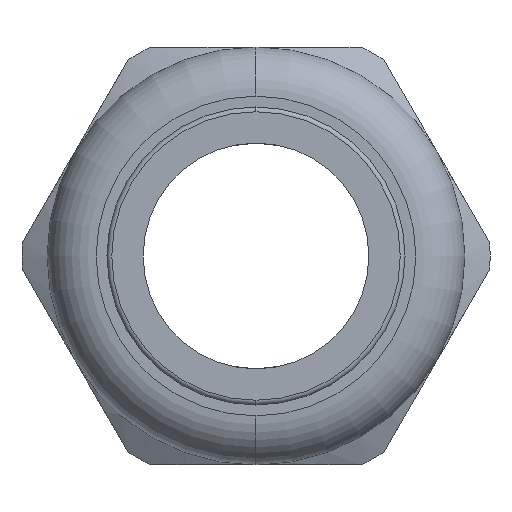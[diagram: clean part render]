
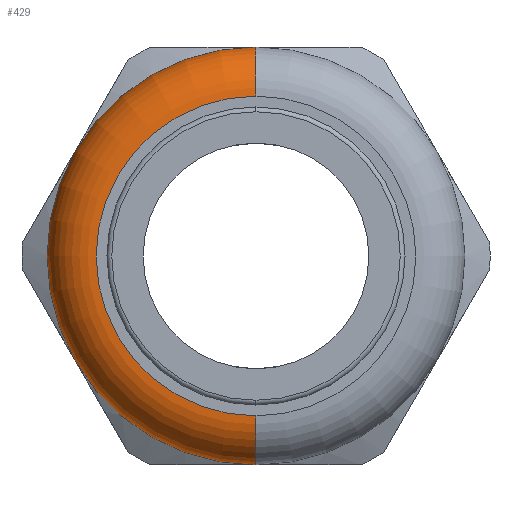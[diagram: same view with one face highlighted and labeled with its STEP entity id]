
A CAD part, left-side view. The second image highlights one B-rep face of the part: STEP entity #429.
In plain terms, the highlighted toroidal (fillet/blend) face has major radius 8.453 mm and minor radius 2.596 mm.
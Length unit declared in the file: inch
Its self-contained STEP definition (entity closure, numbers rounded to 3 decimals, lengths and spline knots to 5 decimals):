
#344 = VERTEX_POINT ( 'NONE', #1604 ) ;
#345 = ORIENTED_EDGE ( 'NONE', *, *, #425, .T. ) ;
#346 = VERTEX_POINT ( 'NONE', #1603 ) ;
#425 = EDGE_CURVE ( 'NONE', #433, #346, #1770, .T. ) ;
#426 = ORIENTED_EDGE ( 'NONE', *, *, #427, .F. ) ;
#427 = EDGE_CURVE ( 'NONE', #428, #346, #1765, .T. ) ;
#428 = VERTEX_POINT ( 'NONE', #1761 ) ;
#429 = ADVANCED_FACE ( 'NONE', ( #1760 ), #1758, .T. ) ;
#430 = EDGE_LOOP ( 'NONE', ( #431, #345, #426, #453 ) ) ;
#431 = ORIENTED_EDGE ( 'NONE', *, *, #432, .F. ) ;
#432 = EDGE_CURVE ( 'NONE', #433, #344, #1753, .T. ) ;
#433 = VERTEX_POINT ( 'NONE', #1813 ) ;
#453 = ORIENTED_EDGE ( 'NONE', *, *, #454, .F. ) ;
#454 = EDGE_CURVE ( 'NONE', #344, #428, #1839, .T. ) ;
#1234 = DIRECTION ( 'NONE',  ( -1., 0., 0. ) ) ;
#1495 = DIRECTION ( 'NONE',  ( 0., 0., -1. ) ) ;
#1603 = CARTESIAN_POINT ( 'NONE',  ( -0.8778, 0., 0.435 ) ) ;
#1604 = CARTESIAN_POINT ( 'NONE',  ( -0.98, 0., -0.3328 ) ) ;
#1751 = CARTESIAN_POINT ( 'NONE',  ( -0.98, 0., 0. ) ) ;
#1752 = AXIS2_PLACEMENT_3D ( 'NONE', #1751, #1234, #1495 ) ;
#1753 = CIRCLE ( 'NONE', #1752, 0.3328 ) ;
#1755 = DIRECTION ( 'NONE',  ( 0., 0., -1. ) ) ;
#1756 = DIRECTION ( 'NONE',  ( 1., 0., 0. ) ) ;
#1757 = AXIS2_PLACEMENT_3D ( 'NONE', #1759, #1756, #1755 ) ;
#1758 = TOROIDAL_SURFACE ( 'NONE', #1757, 0.3328, 0.1022 ) ;
#1759 = CARTESIAN_POINT ( 'NONE',  ( -0.8778, 0., 0. ) ) ;
#1760 = FACE_OUTER_BOUND ( 'NONE', #430, .T. ) ;
#1761 = CARTESIAN_POINT ( 'NONE',  ( -0.8778, 0., -0.435 ) ) ;
#1762 = DIRECTION ( 'NONE',  ( 0., 0., -1. ) ) ;
#1763 = DIRECTION ( 'NONE',  ( 1., 0., 0. ) ) ;
#1764 = AXIS2_PLACEMENT_3D ( 'NONE', #1771, #1763, #1762 ) ;
#1765 = CIRCLE ( 'NONE', #1764, 0.435 ) ;
#1766 = DIRECTION ( 'NONE',  ( 0., 0., 1. ) ) ;
#1767 = DIRECTION ( 'NONE',  ( 0., 1., 0. ) ) ;
#1768 = CARTESIAN_POINT ( 'NONE',  ( -0.8778, 0., 0.3328 ) ) ;
#1769 = AXIS2_PLACEMENT_3D ( 'NONE', #1768, #1767, #1766 ) ;
#1770 = CIRCLE ( 'NONE', #1769, 0.1022 ) ;
#1771 = CARTESIAN_POINT ( 'NONE',  ( -0.8778, 0., 0. ) ) ;
#1813 = CARTESIAN_POINT ( 'NONE',  ( -0.98, 0., 0.3328 ) ) ;
#1836 = DIRECTION ( 'NONE',  ( 0., 0., -1. ) ) ;
#1837 = DIRECTION ( 'NONE',  ( 0., -1., 0. ) ) ;
#1838 = AXIS2_PLACEMENT_3D ( 'NONE', #1844, #1837, #1836 ) ;
#1839 = CIRCLE ( 'NONE', #1838, 0.1022 ) ;
#1844 = CARTESIAN_POINT ( 'NONE',  ( -0.8778, 0., -0.3328 ) ) ;
